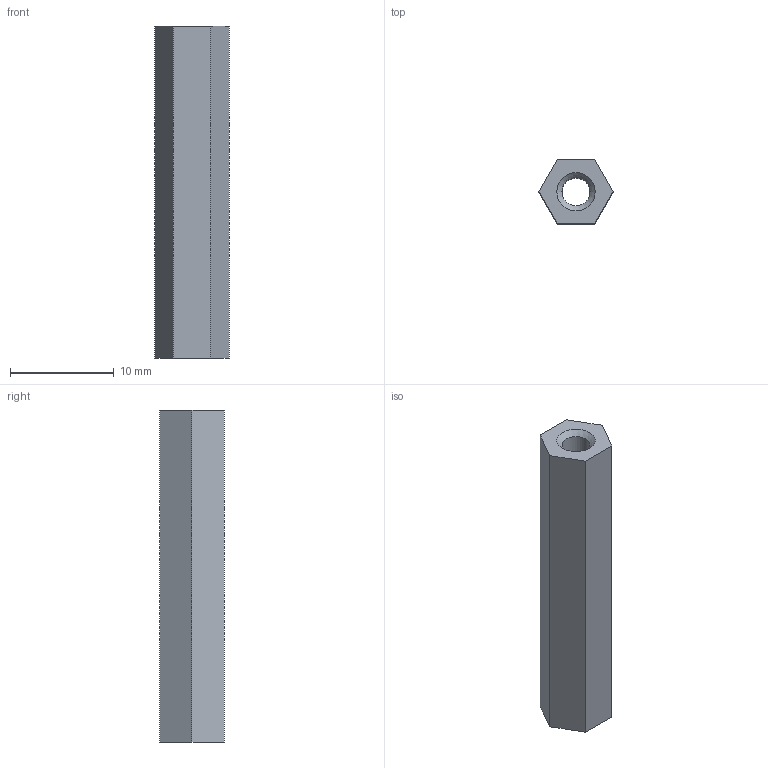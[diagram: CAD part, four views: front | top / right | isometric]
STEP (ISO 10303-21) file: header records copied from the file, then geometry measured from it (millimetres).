
FILE_DESCRIPTION(/* description */ (''),/* implementation_level */ '2;1');
FILE_NAME(/* name */ '39107_TXM-Stand-OffPosts6-32x32mm v1.step',/* time_stamp */ '2020-10-25T13:47:10-04:00',/* author */ (''),/* organization */ (''),/* preprocessor_version */ 'ST-DEVELOPER v18.1',/* originating_system */ 'Autodesk Translation Framework v9.3.0.1241',/* authorisation */ '');
FILE_SCHEMA (('AUTOMOTIVE_DESIGN { 1 0 10303 214 3 1 1 }'));
Length unit declared in the file: millimetre
Products named in the file (1): 39107_TXM-Stand-OffPosts6-32x32mm
Bounding box: 7.16 x 6.2 x 32 mm (x, y, z)
Volume: 879.7 mm3; surface area: 1009.5 mm2
Topology: 1 solids, 1 shells, 11 faces, 26 edges, 17 vertices
Faces by surface type: plane 8, cone 2, cylinder 1
Full cylindrical faces by diameter (mm): 2.7 x1
Entity records: 369 total; most frequent: DIRECTION 55, CARTESIAN_POINT 55, ORIENTED_EDGE 52, EDGE_CURVE 26, LINE 21, VECTOR 21, VERTEX_POINT 17, AXIS2_PLACEMENT_3D 17
